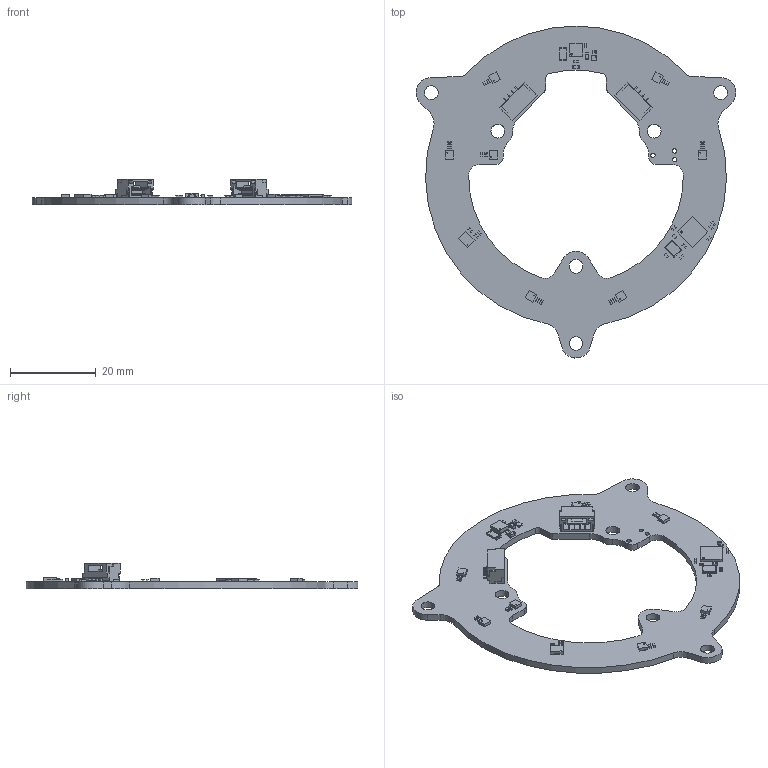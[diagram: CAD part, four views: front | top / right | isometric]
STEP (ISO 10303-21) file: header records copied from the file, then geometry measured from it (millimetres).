
FILE_DESCRIPTION(('KiCad electronic assembly'),'2;1');
FILE_NAME('load-cell.step','2024-08-03T01:07:55',('Pcbnew'),('Kicad'), 'Open CASCADE STEP processor 7.6','KiCad to STEP converter','Unknown' );
FILE_SCHEMA(('AUTOMOTIVE_DESIGN { 1 0 10303 214 1 1 1 1 }'));
Length unit declared in the file: millimetre
Products named in the file (24): load-cell 1; LGA-14_2x2mm_P0.35mm_LayoutBorder3x4y; LGA_14_2x2mm_P035mm_LayoutBorder3x4y; C_0402_1005Metric; VSON-10-1EP_3x3mm_P0.5mm_EP1.2x2mm; VSON_10_1EP_3x3mm_P05mm_EP12x2mm; R_1206_3216Metric; C_0603_1608Metric; JST_GH_SM04B-GHS-TB_1x04-1MP_P1.25mm_Horizontal; JST_SM04B_GHS_TB; LGA-14_3x2.5mm_P0.5mm_LayoutBorder3x4y; LGA_14_3x25mm_P05mm_LayoutBorder3x4y; DFN-6-1EP_1.2x1.2mm_P0.4mm_EP0.3x0.94mm; DFN_6_1EP_12x12mm_P04mm_EP03x094mm; Crystal_SMD_3225-4Pin_3.2x2.5mm; QFN-32-1EP_5x5mm_P0.5mm_EP3.45x3.45mm; QFN-32-1EP_5x5mm_Pitch0.5mm; R_0402_1005Metric; load-cell_PCB
Assembly tree (57 placements, depth 3):
  load-cell 1
    LGA-14_2x2mm_P0.35mm_LayoutBorder3x4y  x7
      LGA_14_2x2mm_P035mm_LayoutBorder3x4y
    C_0402_1005Metric  x27
      C_0402_1005Metric
    VSON-10-1EP_3x3mm_P0.5mm_EP1.2x2mm
      VSON_10_1EP_3x3mm_P05mm_EP12x2mm
    R_1206_3216Metric
      R_1206_3216Metric
    C_0603_1608Metric  x2
      C_0603_1608Metric
    JST_GH_SM04B-GHS-TB_1x04-1MP_P1.25mm_Horizontal  x2
      JST_SM04B_GHS_TB
    LGA-14_3x2.5mm_P0.5mm_LayoutBorder3x4y
      LGA_14_3x25mm_P05mm_LayoutBorder3x4y
    DFN-6-1EP_1.2x1.2mm_P0.4mm_EP0.3x0.94mm
      DFN_6_1EP_12x12mm_P04mm_EP03x094mm
    Crystal_SMD_3225-4Pin_3.2x2.5mm
      Crystal_SMD_3225-4Pin_3.2x2.5mm
    QFN-32-1EP_5x5mm_P0.5mm_EP3.45x3.45mm
      QFN-32-1EP_5x5mm_Pitch0.5mm
    R_0402_1005Metric
      R_0402_1005Metric
    load-cell_PCB
Bounding box: 74.56 x 77.44 x 5.89 mm (x, y, z)
Volume: 4071.1 mm3; surface area: 6485 mm2
Topology: 46 solids, 46 shells, 2317 faces, 6045 edges, 4022 vertices
Faces by surface type: plane 1847, cylinder 470
Full cylindrical faces by diameter (mm): 0.2 x9, 0.35 x1, 0.5 x1, 0.991 x3, 3.2 x6
Entity records: 34331 total; most frequent: CARTESIAN_POINT 4996, ORIENTED_EDGE 4864, DIRECTION 4608, EDGE_CURVE 2432, LINE 2152, VECTOR 2152, VERTEX_POINT 1616, AXIS2_PLACEMENT_3D 1228
